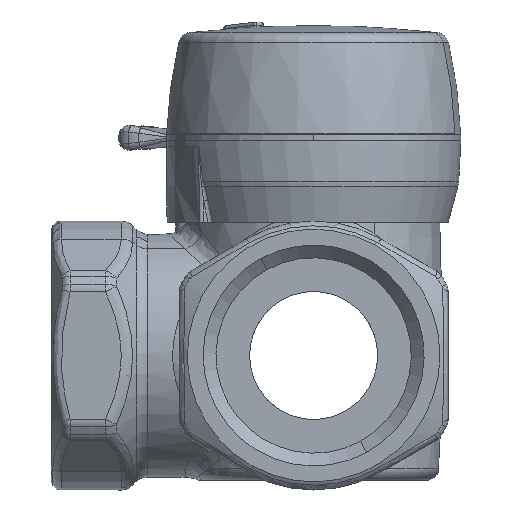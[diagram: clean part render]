
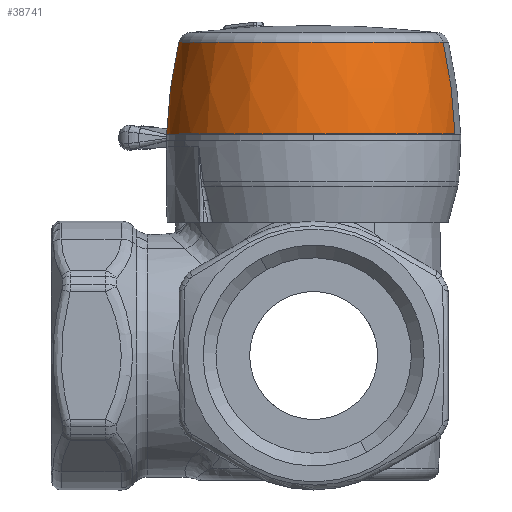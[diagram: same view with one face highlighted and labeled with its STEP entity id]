
A CAD part, front view. The second image highlights one B-rep face of the part: STEP entity #38741.
In plain terms, the highlighted face is a revolution surface.
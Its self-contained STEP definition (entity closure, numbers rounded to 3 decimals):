
#38679=AXIS2_PLACEMENT_3D('Circle Axis2P3D',#38677,#38678,$) ;
#38724=AXIS2_PLACEMENT_3D('Circle Axis2P3D',#38722,#38723,$) ;
#38672=CARTESIAN_POINT('Vertex',(11.027,-20.184,66.5)) ;
#38674=CARTESIAN_POINT('Vertex',(-11.027,20.184,66.5)) ;
#38677=CARTESIAN_POINT('Axis2P3D Location',(0.,0.,66.5)) ;
#38706=CARTESIAN_POINT('Control Point',(0.,23.,66.5)) ;
#38707=CARTESIAN_POINT('Control Point',(0.,22.831,71.344)) ;
#38708=CARTESIAN_POINT('Control Point',(0.,22.191,76.171)) ;
#38709=CARTESIAN_POINT('Control Point',(0.,21.092,80.891)) ;
#38710=CARTESIAN_POINT('Axis1P Location',(0.,0.,75.)) ;
#38715=CARTESIAN_POINT('Control Point',(11.027,-20.184,66.5)) ;
#38716=CARTESIAN_POINT('Control Point',(10.946,-20.036,71.344)) ;
#38717=CARTESIAN_POINT('Control Point',(10.639,-19.474,76.171)) ;
#38718=CARTESIAN_POINT('Control Point',(10.112,-18.51,80.891)) ;
#38719=CARTESIAN_POINT('Vertex',(10.112,-18.51,80.891)) ;
#38722=CARTESIAN_POINT('Axis2P3D Location',(0.,0.,80.891)) ;
#38726=CARTESIAN_POINT('Vertex',(-10.112,18.51,80.891)) ;
#38730=CARTESIAN_POINT('Control Point',(-11.027,20.184,66.5)) ;
#38731=CARTESIAN_POINT('Control Point',(-10.946,20.036,71.344)) ;
#38732=CARTESIAN_POINT('Control Point',(-10.639,19.474,76.171)) ;
#38733=CARTESIAN_POINT('Control Point',(-10.112,18.51,80.891)) ;
#38678=DIRECTION('Axis2P3D Direction',(0.,0.,1.)) ;
#38711=DIRECTION('Axis1P Direction',(0.,0.,1.)) ;
#38723=DIRECTION('Axis2P3D Direction',(0.,0.,1.)) ;
#38712=AXIS1_PLACEMENT('Revolution Surface Axis1P',#38710,#38711) ;
#38736=ORIENTED_EDGE('',*,*,#38721,.T.) ;
#38737=ORIENTED_EDGE('',*,*,#38728,.F.) ;
#38738=ORIENTED_EDGE('',*,*,#38734,.F.) ;
#38739=ORIENTED_EDGE('',*,*,#38681,.T.) ;
#38741=ADVANCED_FACE('',(#38740),#38713,.T.) ;
#38705=B_SPLINE_CURVE_WITH_KNOTS('',3,(#38706,#38707,#38708,#38709),.UNSPECIFIED.,.F.,.U.,(4,4),(473.857,488.397),.UNSPECIFIED.) ;
#38714=B_SPLINE_CURVE_WITH_KNOTS('',3,(#38715,#38716,#38717,#38718),.UNSPECIFIED.,.F.,.U.,(4,4),(473.857,488.397),.UNSPECIFIED.) ;
#38729=B_SPLINE_CURVE_WITH_KNOTS('',3,(#38730,#38731,#38732,#38733),.UNSPECIFIED.,.F.,.U.,(4,4),(473.857,488.397),.UNSPECIFIED.) ;
#38680=CIRCLE('generated circle',#38679,23.) ;
#38725=CIRCLE('generated circle',#38724,21.092) ;
#38681=EDGE_CURVE('',#38675,#38673,#38680,.T.) ;
#38721=EDGE_CURVE('',#38673,#38720,#38714,.T.) ;
#38728=EDGE_CURVE('',#38727,#38720,#38725,.T.) ;
#38734=EDGE_CURVE('',#38675,#38727,#38729,.T.) ;
#38735=EDGE_LOOP('',(#38736,#38737,#38738,#38739)) ;
#38740=FACE_OUTER_BOUND('',#38735,.T.) ;
#38713=SURFACE_OF_REVOLUTION('Surface of Revolution',#38705,#38712) ;
#38673=VERTEX_POINT('',#38672) ;
#38675=VERTEX_POINT('',#38674) ;
#38720=VERTEX_POINT('',#38719) ;
#38727=VERTEX_POINT('',#38726) ;
